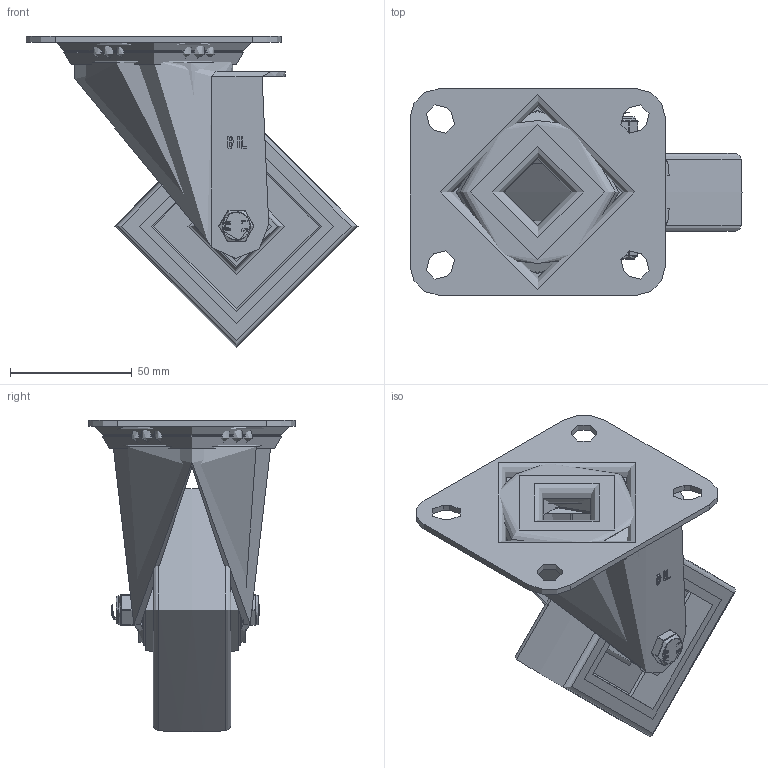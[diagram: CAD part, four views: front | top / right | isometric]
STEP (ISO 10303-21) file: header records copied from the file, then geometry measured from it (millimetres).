
FILE_DESCRIPTION(/* description */ ('','CAx-IF Rec.Pracs.---Representation and Presentation of Product Manufacturing Information (PMI)---4.0---2014-10-13'),/* implementation_level */ '2;1');
FILE_NAME(/* name */ 'BZMM100ENP.step',/* time_stamp */ '2024-12-20T10:34:47Z',/* author */ (''),/* organization */ (''),/* preprocessor_version */ 'ST-DEVELOPER v20',/* originating_system */ 'Autodesk Translation Framework v13.20.0.188',/* authorisation */ '');
FILE_SCHEMA (('AP242_MANAGED_MODEL_BASED_3D_ENGINEERING_MIM_LF { 1 0 10303 442 1 1 4 }'));
Length unit declared in the file: millimetre
Products named in the file (19): BZMM100ENP; BZMM100AS - 2 v2; ZINC PLATED, PRESSED STEEL TOP PLATE; ZINC PLATED, PRESSED STEEL TOP PLATE Geometry; BALL BEARINGS; Component1; BEARING SEAL; ZINC PLATED, PRESSED STEEL FORKS; BZMM100WENP v1; 82 SHORE A POLYURETHANE TYRE; NYLON RIM; TUBEM12X40 v1; ZINC PLATED STEEL TUBE; HEXBOLTM8X55Z8.8 v2; GRADE 8.8 ZINC PLATED BOLT; NYLOCM8Z v1; NYLOC NUT; NUT; RUBBER
Assembly tree (41 placements, depth 5):
  BZMM100ENP
    BZMM100AS - 2 v2
      ZINC PLATED, PRESSED STEEL TOP PLATE
        ZINC PLATED, PRESSED STEEL TOP PLATE Geometry
        BALL BEARINGS
          Component1  x24
      BEARING SEAL
      ZINC PLATED, PRESSED STEEL FORKS
    BZMM100WENP v1
      82 SHORE A POLYURETHANE TYRE
      NYLON RIM
    TUBEM12X40 v1
      ZINC PLATED STEEL TUBE
    HEXBOLTM8X55Z8.8 v2
      GRADE 8.8 ZINC PLATED BOLT
    NYLOCM8Z v1
      NYLOC NUT
        NUT
        RUBBER
Bounding box: 136.5 x 85 x 127.96 mm (x, y, z)
Volume: 231967.3 mm3; surface area: 108359 mm2
Topology: 33 solids, 33 shells, 380 faces, 915 edges, 572 vertices
Faces by surface type: cylinder 137, plane 123, sphere 48, bspline 39, torus 22, cone 11
Full cylindrical faces by diameter (mm): 0.664 x2, 6.446 x7, 7.866 x13, 8 x3, 8.25 x2, 8.4 x1, 8.6 x2, 11.5 x1, 11.9 x1, 12.1 x1, 12.5 x1, 27.5 x1, 29 x2, 31.5 x1, 48 x2, 61 x1, 65 x1, 70 x2, 80 x2
Entity records: 16729 total; most frequent: CARTESIAN_POINT 8062, DIRECTION 1690, ORIENTED_EDGE 1676, EDGE_CURVE 838, AXIS2_PLACEMENT_3D 655, VERTEX_POINT 526, EDGE_LOOP 410, LINE 380
